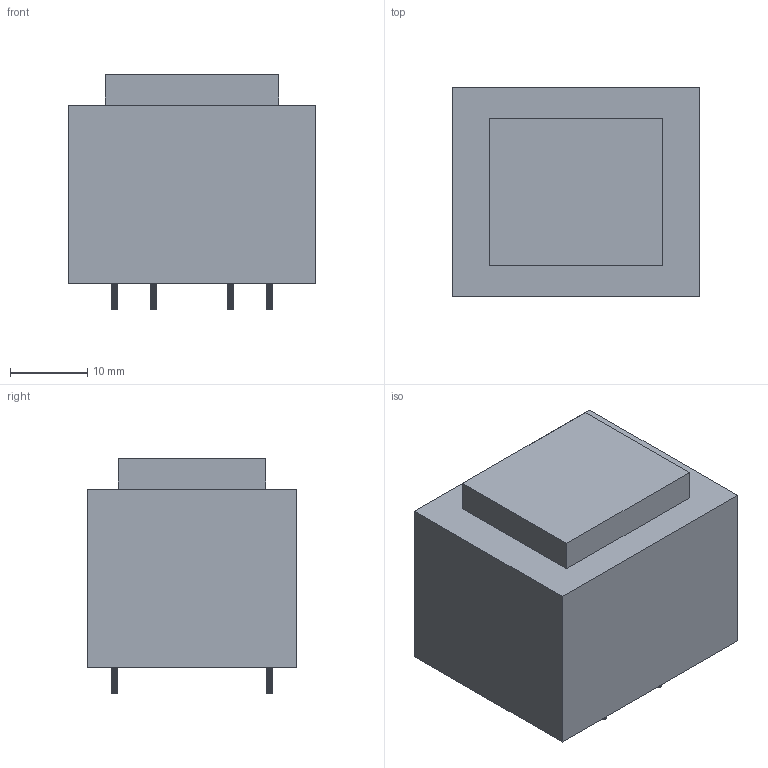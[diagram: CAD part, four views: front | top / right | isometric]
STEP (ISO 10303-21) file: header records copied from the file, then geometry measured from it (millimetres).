
FILE_DESCRIPTION(('FreeCAD Model'),'2;1');
FILE_NAME('tr_me.tre-0.6.step','2019-12-29T19:32:54',(''),(''), 'Open CASCADE STEP processor 7.3','FreeCAD','Unknown');
FILE_SCHEMA(('AUTOMOTIVE_DESIGN { 1 0 10303 214 1 1 1 1 }'));
Length unit declared in the file: millimetre
Products named in the file (6): cube; prism001; prism002; prism; cube001; prism003
Bounding box: 32 x 27 x 30.4 mm (x, y, z)
Volume: 21581.2 mm3; surface area: 5662.6 mm2
Topology: 6 solids, 6 shells, 420 faces, 1224 edges, 816 vertices
Faces by surface type: plane 420
Entity records: 29612 total; most frequent: CARTESIAN_POINT 4909, DIRECTION 4514, LINE 3672, VECTOR 3672, ORIENTED_EDGE 2448, PCURVE 2448, DEFINITIONAL_REPRESENTATION 2448, EDGE_CURVE 1224
